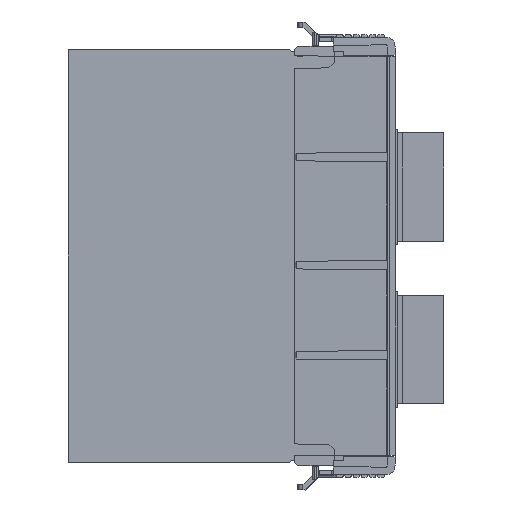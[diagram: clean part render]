
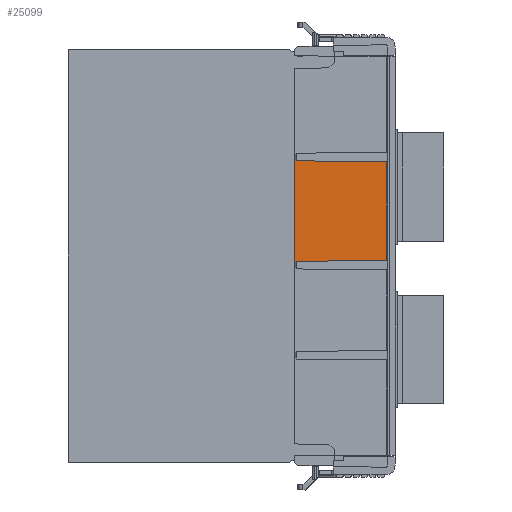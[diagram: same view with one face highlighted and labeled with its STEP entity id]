
A CAD part, left-side view. The second image highlights one B-rep face of the part: STEP entity #25099.
In plain terms, the highlighted planar face has unit normal (-1, 0.009, 0).
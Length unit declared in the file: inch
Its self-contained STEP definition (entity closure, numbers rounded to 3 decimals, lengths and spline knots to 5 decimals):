
#104 = ORIENTED_EDGE ( 'NONE', *, *, #4915, .T. ) ;
#419 = VECTOR ( 'NONE', #44674, 39.37008 ) ;
#824 = LINE ( 'NONE', #55065, #40039 ) ;
#3476 = LINE ( 'NONE', #24507, #10173 ) ;
#4587 = LINE ( 'NONE', #24637, #419 ) ;
#4901 = CARTESIAN_POINT ( 'NONE',  ( -0.53, -0.27907, 16.29867 ) ) ;
#4915 = EDGE_CURVE ( 'NONE', #16617, #32691, #4587, .T. ) ;
#5640 = VECTOR ( 'NONE', #60453, 39.37008 ) ;
#7554 = DIRECTION ( 'NONE',  ( 0.006, 0.701, -0.713 ) ) ;
#9027 = AXIS2_PLACEMENT_3D ( 'NONE', #37546, #57587, #52336 ) ;
#9239 = ORIENTED_EDGE ( 'NONE', *, *, #65066, .T. ) ;
#9603 = EDGE_CURVE ( 'NONE', #32691, #27126, #3476, .T. ) ;
#10173 = VECTOR ( 'NONE', #24181, 39.37008 ) ;
#11615 = PLANE ( 'NONE',  #9027 ) ;
#13438 = EDGE_LOOP ( 'NONE', ( #23301, #104, #22779, #44775, #9239, #23900 ) ) ;
#16611 = VERTEX_POINT ( 'NONE', #32617 ) ;
#16617 = VERTEX_POINT ( 'NONE', #57913 ) ;
#18649 = CARTESIAN_POINT ( 'NONE',  ( -0.53, -0.27907, 16.29867 ) ) ;
#19107 = EDGE_CURVE ( 'NONE', #55168, #27091, #24595, .T. ) ;
#22779 = ORIENTED_EDGE ( 'NONE', *, *, #9603, .T. ) ;
#22924 = CARTESIAN_POINT ( 'NONE',  ( -0.52389, 0.42182, 15.52445 ) ) ;
#23282 = CARTESIAN_POINT ( 'NONE',  ( -0.53, -0.27907, 17.49716 ) ) ;
#23301 = ORIENTED_EDGE ( 'NONE', *, *, #56030, .T. ) ;
#23900 = ORIENTED_EDGE ( 'NONE', *, *, #19107, .T. ) ;
#24181 = DIRECTION ( 'NONE',  ( 0., 0., -1. ) ) ;
#24270 = DIRECTION ( 'NONE',  ( 0., 0., 1. ) ) ;
#24507 = CARTESIAN_POINT ( 'NONE',  ( -0.52389, 0.42182, 17.21193 ) ) ;
#24595 = LINE ( 'NONE', #23282, #36377 ) ;
#24637 = CARTESIAN_POINT ( 'NONE',  ( -0.52399, 0.40997, 16.30468 ) ) ;
#25099 = ADVANCED_FACE ( 'NONE', ( #47401 ), #11615, .T. ) ;
#27091 = VERTEX_POINT ( 'NONE', #18649 ) ;
#27126 = VERTEX_POINT ( 'NONE', #22924 ) ;
#30394 = DIRECTION ( 'NONE',  ( -0.009, -1., 0.009 ) ) ;
#31591 = LINE ( 'NONE', #62140, #53966 ) ;
#32617 = CARTESIAN_POINT ( 'NONE',  ( -0.52399, 0.40997, 15.53651 ) ) ;
#32691 = VERTEX_POINT ( 'NONE', #35745 ) ;
#35745 = CARTESIAN_POINT ( 'NONE',  ( -0.52389, 0.42182, 16.31673 ) ) ;
#36377 = VECTOR ( 'NONE', #24270, 39.37008 ) ;
#37546 = CARTESIAN_POINT ( 'NONE',  ( -0.52385, 0.42576, 17.49716 ) ) ;
#40039 = VECTOR ( 'NONE', #30394, 39.37008 ) ;
#40397 = LINE ( 'NONE', #4901, #5640 ) ;
#44674 = DIRECTION ( 'NONE',  ( 0.006, 0.701, 0.713 ) ) ;
#44775 = ORIENTED_EDGE ( 'NONE', *, *, #56710, .F. ) ;
#47401 = FACE_OUTER_BOUND ( 'NONE', #13438, .T. ) ;
#52336 = DIRECTION ( 'NONE',  ( -0.009, -1., 0. ) ) ;
#53966 = VECTOR ( 'NONE', #7554, 39.37008 ) ;
#55065 = CARTESIAN_POINT ( 'NONE',  ( -0.52399, 0.40997, 15.53651 ) ) ;
#55168 = VERTEX_POINT ( 'NONE', #56321 ) ;
#56030 = EDGE_CURVE ( 'NONE', #27091, #16617, #40397, .T. ) ;
#56321 = CARTESIAN_POINT ( 'NONE',  ( -0.53, -0.27907, 15.54252 ) ) ;
#56710 = EDGE_CURVE ( 'NONE', #16611, #27126, #31591, .T. ) ;
#57587 = DIRECTION ( 'NONE',  ( -1., 0.009, 0. ) ) ;
#57913 = CARTESIAN_POINT ( 'NONE',  ( -0.52399, 0.40997, 16.30468 ) ) ;
#60453 = DIRECTION ( 'NONE',  ( 0.009, 1., 0.009 ) ) ;
#62140 = CARTESIAN_POINT ( 'NONE',  ( -0.52399, 0.40997, 15.53651 ) ) ;
#65066 = EDGE_CURVE ( 'NONE', #16611, #55168, #824, .T. ) ;
